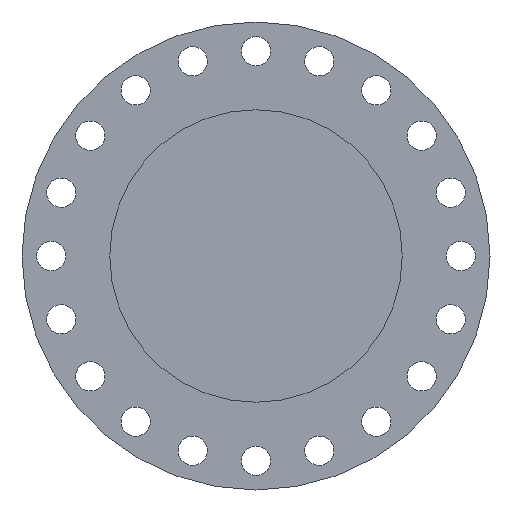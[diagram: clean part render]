
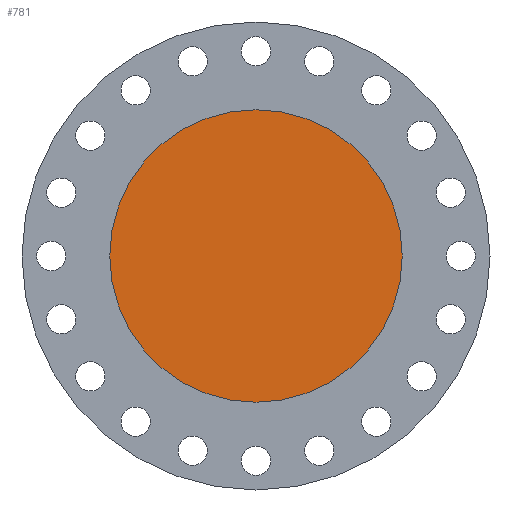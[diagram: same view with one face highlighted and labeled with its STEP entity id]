
A CAD part, left-side view. The second image highlights one B-rep face of the part: STEP entity #781.
In plain terms, the highlighted planar face has unit normal (-1, 0, 0).
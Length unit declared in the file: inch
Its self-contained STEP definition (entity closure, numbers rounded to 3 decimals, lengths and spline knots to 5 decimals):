
#94 = FACE_OUTER_BOUND ( 'NONE', #1555, .T. ) ;
#152 = ORIENTED_EDGE ( 'NONE', *, *, #637, .T. ) ;
#192 = DIRECTION ( 'NONE',  ( -1., 0., 0. ) ) ;
#242 = CIRCLE ( 'NONE', #1503, 7.5 ) ;
#267 = DIRECTION ( 'NONE',  ( -1., 0., 0. ) ) ;
#367 = CARTESIAN_POINT ( 'NONE',  ( 0., 0., 0. ) ) ;
#370 = DIRECTION ( 'NONE',  ( 0., 0., 1. ) ) ;
#376 = AXIS2_PLACEMENT_3D ( 'NONE', #1188, #1177, #370 ) ;
#506 = DIRECTION ( 'NONE',  ( 0., 0., 1. ) ) ;
#534 = CARTESIAN_POINT ( 'NONE',  ( 0., 0., -7.5 ) ) ;
#637 = EDGE_CURVE ( 'NONE', #1460, #899, #1168, .T. ) ;
#640 = PLANE ( 'NONE',  #376 ) ;
#723 = EDGE_CURVE ( 'NONE', #899, #1460, #242, .T. ) ;
#781 = ADVANCED_FACE ( 'NONE', ( #94 ), #640, .T. ) ;
#899 = VERTEX_POINT ( 'NONE', #1210 ) ;
#1168 = CIRCLE ( 'NONE', #1610, 7.5 ) ;
#1177 = DIRECTION ( 'NONE',  ( -1., 0., 0. ) ) ;
#1188 = CARTESIAN_POINT ( 'NONE',  ( 0., 0., 0. ) ) ;
#1210 = CARTESIAN_POINT ( 'NONE',  ( 0., 0., 7.5 ) ) ;
#1301 = CARTESIAN_POINT ( 'NONE',  ( 0., 0., 0. ) ) ;
#1350 = ORIENTED_EDGE ( 'NONE', *, *, #723, .T. ) ;
#1460 = VERTEX_POINT ( 'NONE', #534 ) ;
#1503 = AXIS2_PLACEMENT_3D ( 'NONE', #367, #267, #506 ) ;
#1555 = EDGE_LOOP ( 'NONE', ( #1350, #152 ) ) ;
#1610 = AXIS2_PLACEMENT_3D ( 'NONE', #1301, #192, #1681 ) ;
#1681 = DIRECTION ( 'NONE',  ( 0., 0., 1. ) ) ;
